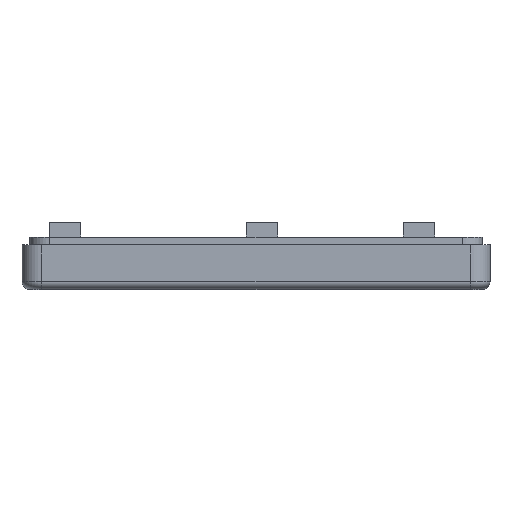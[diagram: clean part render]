
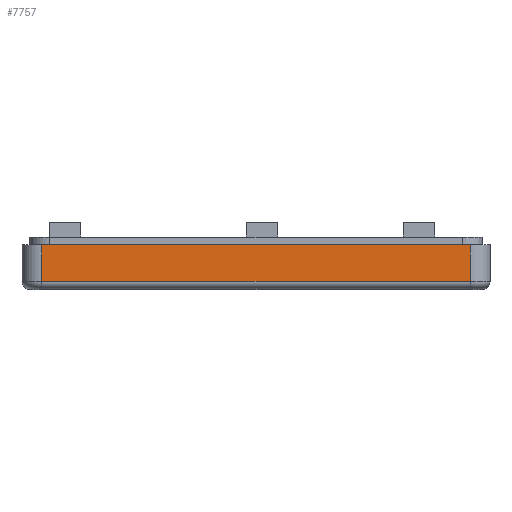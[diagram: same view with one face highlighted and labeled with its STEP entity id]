
A CAD part, top view. The second image highlights one B-rep face of the part: STEP entity #7757.
In plain terms, the highlighted planar face has unit normal (0, 0, 1).
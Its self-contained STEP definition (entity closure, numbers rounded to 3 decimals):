
#199 = EDGE_CURVE ( 'NONE', #18580, #5805, #19533, .T. ) ;
#640 = AXIS2_PLACEMENT_3D ( 'NONE', #20567, #30957, #10949 ) ;
#876 = CARTESIAN_POINT ( 'NONE',  ( -54.5, 9.25, 33. ) ) ;
#1065 = FACE_OUTER_BOUND ( 'NONE', #21258, .T. ) ;
#1988 = CARTESIAN_POINT ( 'NONE',  ( -54.5, 7.25, 33. ) ) ;
#3195 = CARTESIAN_POINT ( 'NONE',  ( -54.5, 7.25, 33. ) ) ;
#3198 = VERTEX_POINT ( 'NONE', #17324 ) ;
#4648 = ORIENTED_EDGE ( 'NONE', *, *, #199, .F. ) ;
#5805 = VERTEX_POINT ( 'NONE', #28705 ) ;
#6226 = PLANE ( 'NONE',  #640 ) ;
#6349 = LINE ( 'NONE', #876, #27904 ) ;
#7158 = DIRECTION ( 'NONE',  ( 1., 0., 0. ) ) ;
#7237 = CARTESIAN_POINT ( 'NONE',  ( -54.5, -2., 33. ) ) ;
#7757 = ADVANCED_FACE ( 'NONE', ( #1065 ), #6226, .F. ) ;
#10755 = DIRECTION ( 'NONE',  ( 0., -1., 0. ) ) ;
#10919 = ORIENTED_EDGE ( 'NONE', *, *, #31168, .T. ) ;
#10949 = DIRECTION ( 'NONE',  ( -1., 0., 0. ) ) ;
#11789 = LINE ( 'NONE', #23533, #12223 ) ;
#12223 = VECTOR ( 'NONE', #30991, 1000. ) ;
#13668 = EDGE_CURVE ( 'NONE', #28956, #3198, #19928, .T. ) ;
#15820 = VECTOR ( 'NONE', #17174, 1000. ) ;
#16464 = EDGE_CURVE ( 'NONE', #5805, #3198, #11789, .T. ) ;
#17174 = DIRECTION ( 'NONE',  ( 1., 0., 0. ) ) ;
#17324 = CARTESIAN_POINT ( 'NONE',  ( 54.5, -2., 33. ) ) ;
#18580 = VERTEX_POINT ( 'NONE', #3195 ) ;
#19326 = CARTESIAN_POINT ( 'NONE',  ( -54.5, -2., 33. ) ) ;
#19533 = LINE ( 'NONE', #1988, #27509 ) ;
#19928 = LINE ( 'NONE', #7237, #15820 ) ;
#20567 = CARTESIAN_POINT ( 'NONE',  ( -54.5, 9.25, 33. ) ) ;
#21258 = EDGE_LOOP ( 'NONE', ( #4648, #10919, #31287, #24803 ) ) ;
#23533 = CARTESIAN_POINT ( 'NONE',  ( 54.5, 9.25, 33. ) ) ;
#24803 = ORIENTED_EDGE ( 'NONE', *, *, #16464, .F. ) ;
#27509 = VECTOR ( 'NONE', #7158, 1000. ) ;
#27904 = VECTOR ( 'NONE', #10755, 1000. ) ;
#28705 = CARTESIAN_POINT ( 'NONE',  ( 54.5, 7.25, 33. ) ) ;
#28956 = VERTEX_POINT ( 'NONE', #19326 ) ;
#30957 = DIRECTION ( 'NONE',  ( 0., 0., -1. ) ) ;
#30991 = DIRECTION ( 'NONE',  ( 0., -1., 0. ) ) ;
#31168 = EDGE_CURVE ( 'NONE', #18580, #28956, #6349, .T. ) ;
#31287 = ORIENTED_EDGE ( 'NONE', *, *, #13668, .T. ) ;
